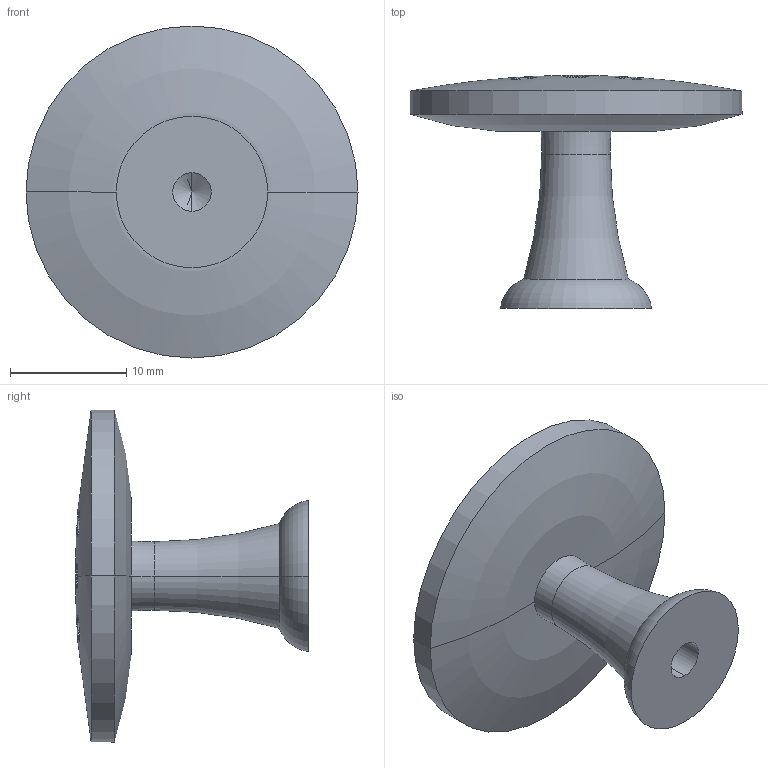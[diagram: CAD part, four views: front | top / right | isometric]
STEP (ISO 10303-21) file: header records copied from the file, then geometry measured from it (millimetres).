
FILE_DESCRIPTION (( 'STEP AP214' ), '1' );
FILE_NAME ('F002136,F002137,F002138,F002139,F002140_3D.step', '2022-07-07T08:08:35', ( '' ), ( '' ), 'SwSTEP 2.0', 'SolidWorks 2020', '' );
FILE_SCHEMA (( 'AUTOMOTIVE_DESIGN' ));
Length unit declared in the file: millimetre
Products named in the file (1): F002136,F002137,F002138,F002139,F002140_3D
Bounding box: 28.5 x 19.99 x 28.5 mm (x, y, z)
Volume: 2980.1 mm3; surface area: 2067.1 mm2
Topology: 1 solids, 1 shells, 47 faces, 100 edges, 60 vertices
Faces by surface type: bspline 18, sphere 14, torus 8, cylinder 4, cone 2, plane 1
Entity records: 7370 total; most frequent: CARTESIAN_POINT 6458, ORIENTED_EDGE 196, DIRECTION 130, EDGE_CURVE 98, AXIS2_PLACEMENT_3D 62, B_SPLINE_CURVE_WITH_KNOTS 60, VERTEX_POINT 60, EDGE_LOOP 54
